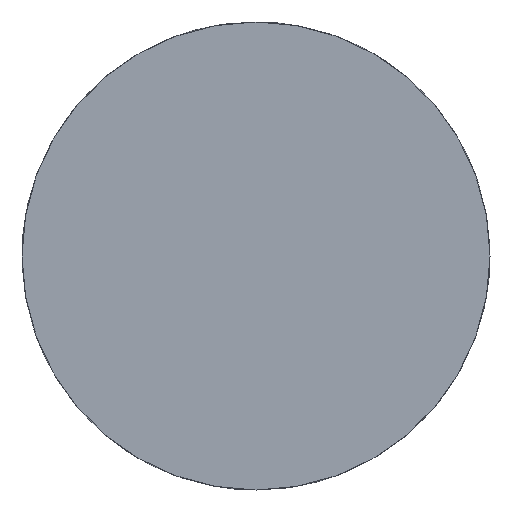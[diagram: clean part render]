
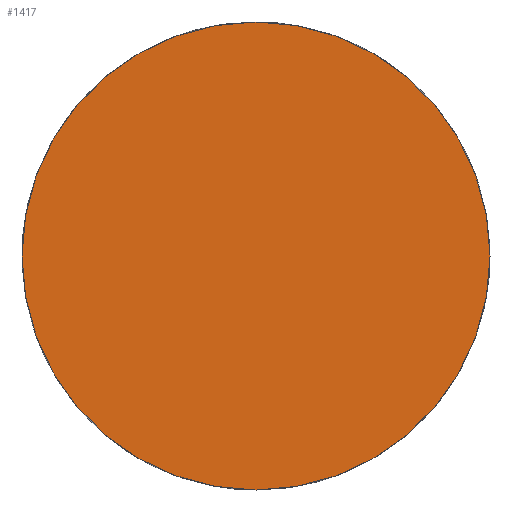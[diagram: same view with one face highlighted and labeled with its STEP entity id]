
A CAD part, front view. The second image highlights one B-rep face of the part: STEP entity #1417.
In plain terms, the highlighted planar face has unit normal (0, -1, 0).
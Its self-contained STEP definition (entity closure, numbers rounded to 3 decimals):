
#536 = DIRECTION ( 'NONE',  ( 0., -1., 0. ) ) ;
#1208 = CIRCLE ( 'NONE', #7795, 122.5 ) ;
#1214 = CARTESIAN_POINT ( 'NONE',  ( -79.75, 0., 0. ) ) ;
#1417 = ADVANCED_FACE ( 'NONE', ( #9224 ), #2334, .F. ) ;
#1784 = CARTESIAN_POINT ( 'NONE',  ( 0., 0., 122.5 ) ) ;
#1879 = EDGE_LOOP ( 'NONE', ( #4657, #6471 ) ) ;
#1937 = EDGE_CURVE ( 'NONE', #6429, #8366, #7922, .T. ) ;
#2334 = PLANE ( 'NONE',  #4924 ) ;
#3333 = DIRECTION ( 'NONE',  ( 0., 0., -1. ) ) ;
#3874 = DIRECTION ( 'NONE',  ( 1., 0., 0. ) ) ;
#4140 = DIRECTION ( 'NONE',  ( 0., 0., -1. ) ) ;
#4382 = CARTESIAN_POINT ( 'NONE',  ( 0., 0., 0. ) ) ;
#4657 = ORIENTED_EDGE ( 'NONE', *, *, #7977, .T. ) ;
#4759 = DIRECTION ( 'NONE',  ( 0., 1., 0. ) ) ;
#4924 = AXIS2_PLACEMENT_3D ( 'NONE', #1214, #4759, #3874 ) ;
#6429 = VERTEX_POINT ( 'NONE', #1784 ) ;
#6471 = ORIENTED_EDGE ( 'NONE', *, *, #1937, .T. ) ;
#6980 = CARTESIAN_POINT ( 'NONE',  ( 0., 0., 0. ) ) ;
#7355 = AXIS2_PLACEMENT_3D ( 'NONE', #6980, #11265, #3333 ) ;
#7795 = AXIS2_PLACEMENT_3D ( 'NONE', #4382, #536, #4140 ) ;
#7922 = CIRCLE ( 'NONE', #7355, 122.5 ) ;
#7977 = EDGE_CURVE ( 'NONE', #8366, #6429, #1208, .T. ) ;
#8366 = VERTEX_POINT ( 'NONE', #8468 ) ;
#8468 = CARTESIAN_POINT ( 'NONE',  ( 0., 0., -122.5 ) ) ;
#9224 = FACE_OUTER_BOUND ( 'NONE', #1879, .T. ) ;
#11265 = DIRECTION ( 'NONE',  ( 0., -1., 0. ) ) ;
